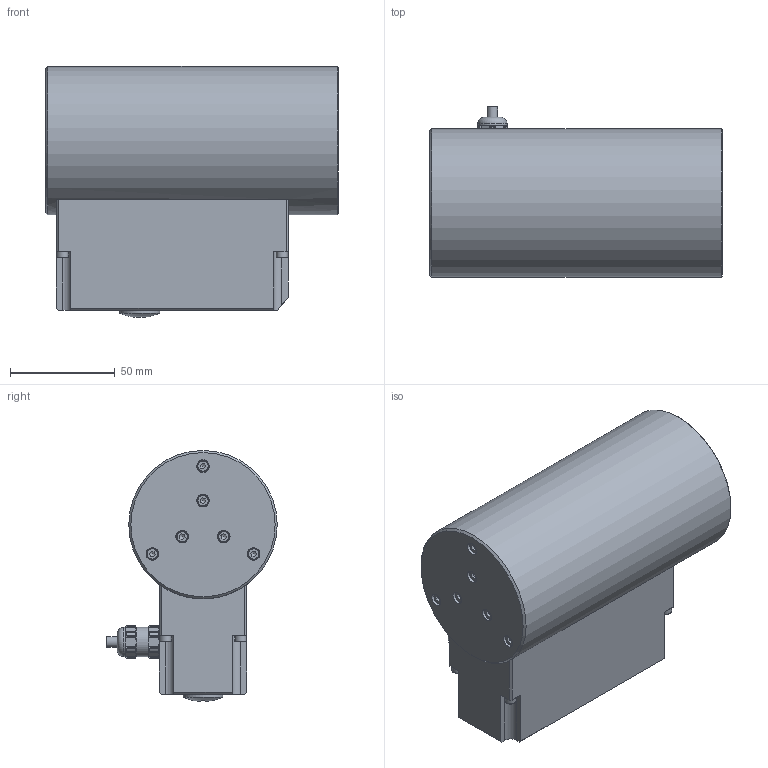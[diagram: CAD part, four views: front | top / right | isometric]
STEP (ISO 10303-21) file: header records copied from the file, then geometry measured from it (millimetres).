
FILE_DESCRIPTION(/* description */ ('>>BEZEICHNUNG<<'),/* implementation_level */ '2;1');
FILE_NAME(/* name */ 'vicolux_TZB60-UDC-a.stp',/* time_stamp */ '2016-03-01T13:41:49+01:00',/* author */ ('REGENSPURG'),/* organization */ ('Vision & Control'),/* preprocessor_version */ 'ST-DEVELOPER v16.1',/* originating_system */ 'Autodesk Inventor 2016',/* authorisation */ '');
FILE_SCHEMA (('AUTOMOTIVE_DESIGN { 1 0 10303 214 3 1 1 }'));
Length unit declared in the file: millimetre
Products named in the file (1): vicolux_TZB60-UDC-a
Bounding box: 140 x 81.5 x 120.08 mm (x, y, z)
Volume: 752644.9 mm3; surface area: 58869.8 mm2
Topology: 1 solids, 4 shells, 314 faces, 782 edges, 506 vertices
Faces by surface type: plane 177, cylinder 78, cone 43, torus 14, sphere 2
Full cylindrical faces by diameter (mm): 1.57 x1, 2.46 x4, 3 x1, 3.2 x1, 3.5 x3, 4.92 x2, 5 x2, 5.5 x10, 6 x6, 14 x2, 19 x1, 62 x1, 66.19 x1, 71 x1
Entity records: 19554 total; most frequent: CARTESIAN_POINT 5554, ORIENTED_EDGE 2748, DIRECTION 2540, EDGE_CURVE 1374, AXIS2_PLACEMENT_3D 960, VERTEX_POINT 958, EDGE_LOOP 836, STYLED_ITEM 630
